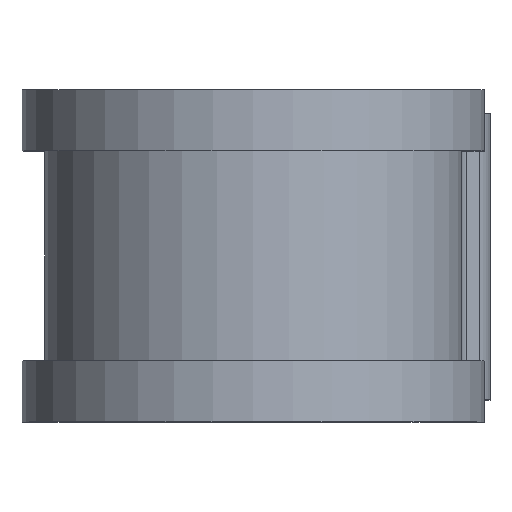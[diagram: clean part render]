
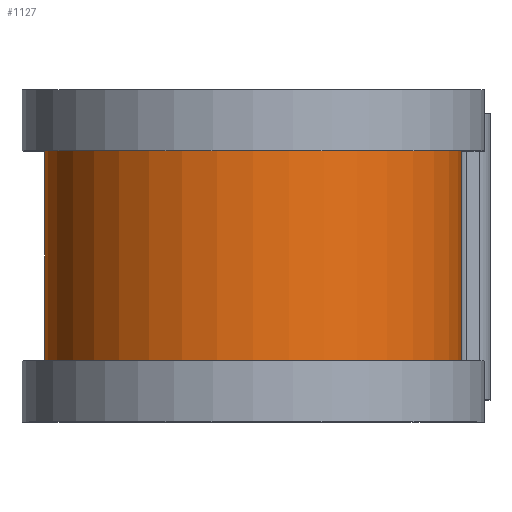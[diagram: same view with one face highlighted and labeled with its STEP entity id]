
A CAD part, top view. The second image highlights one B-rep face of the part: STEP entity #1127.
In plain terms, the highlighted cylindrical face has radius 13.856 mm (diameter 27.711 mm), a partial arc.
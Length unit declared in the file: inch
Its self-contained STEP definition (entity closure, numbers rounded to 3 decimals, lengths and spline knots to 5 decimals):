
#18 = DIRECTION ( 'NONE',  ( 0., -1., 0. ) ) ;
#33 = CARTESIAN_POINT ( 'NONE',  ( 0., 0.375, 0. ) ) ;
#40 = CARTESIAN_POINT ( 'NONE',  ( 0., 0.375, -0.5455 ) ) ;
#41 = CARTESIAN_POINT ( 'NONE',  ( 0., -0.275, -0.5455 ) ) ;
#84 = CIRCLE ( 'NONE', #795, 0.5455 ) ;
#109 = VERTEX_POINT ( 'NONE', #762 ) ;
#118 = ORIENTED_EDGE ( 'NONE', *, *, #1727, .T. ) ;
#154 = DIRECTION ( 'NONE',  ( 0., 0., -1. ) ) ;
#161 = DIRECTION ( 'NONE',  ( 0., -1., 0. ) ) ;
#174 = LINE ( 'NONE', #727, #1294 ) ;
#287 = VERTEX_POINT ( 'NONE', #331 ) ;
#331 = CARTESIAN_POINT ( 'NONE',  ( 0., 0.275, -0.5455 ) ) ;
#345 = VECTOR ( 'NONE', #18, 39.37008 ) ;
#428 = EDGE_CURVE ( 'NONE', #287, #1244, #1426, .T. ) ;
#458 = DIRECTION ( 'NONE',  ( 0., -1., 0. ) ) ;
#497 = EDGE_CURVE ( 'NONE', #109, #1244, #637, .T. ) ;
#592 = CYLINDRICAL_SURFACE ( 'NONE', #1176, 0.5455 ) ;
#637 = CIRCLE ( 'NONE', #1371, 0.5455 ) ;
#727 = CARTESIAN_POINT ( 'NONE',  ( 0.5455, 0.375, 0. ) ) ;
#762 = CARTESIAN_POINT ( 'NONE',  ( 0.5455, -0.275, 0. ) ) ;
#795 = AXIS2_PLACEMENT_3D ( 'NONE', #1304, #458, #1442 ) ;
#940 = ORIENTED_EDGE ( 'NONE', *, *, #1198, .F. ) ;
#970 = VERTEX_POINT ( 'NONE', #1580 ) ;
#1127 = ADVANCED_FACE ( 'NONE', ( #1335 ), #592, .T. ) ;
#1176 = AXIS2_PLACEMENT_3D ( 'NONE', #33, #161, #154 ) ;
#1192 = EDGE_LOOP ( 'NONE', ( #940, #118, #1286, #1417 ) ) ;
#1198 = EDGE_CURVE ( 'NONE', #970, #109, #174, .T. ) ;
#1244 = VERTEX_POINT ( 'NONE', #41 ) ;
#1286 = ORIENTED_EDGE ( 'NONE', *, *, #428, .T. ) ;
#1294 = VECTOR ( 'NONE', #1546, 39.37008 ) ;
#1304 = CARTESIAN_POINT ( 'NONE',  ( 0., 0.275, 0. ) ) ;
#1335 = FACE_OUTER_BOUND ( 'NONE', #1192, .T. ) ;
#1371 = AXIS2_PLACEMENT_3D ( 'NONE', #1653, #1636, #1628 ) ;
#1417 = ORIENTED_EDGE ( 'NONE', *, *, #497, .F. ) ;
#1426 = LINE ( 'NONE', #40, #345 ) ;
#1442 = DIRECTION ( 'NONE',  ( 0., 0., -1. ) ) ;
#1546 = DIRECTION ( 'NONE',  ( 0., -1., 0. ) ) ;
#1580 = CARTESIAN_POINT ( 'NONE',  ( 0.5455, 0.275, 0. ) ) ;
#1628 = DIRECTION ( 'NONE',  ( 0., 0., -1. ) ) ;
#1636 = DIRECTION ( 'NONE',  ( 0., -1., 0. ) ) ;
#1653 = CARTESIAN_POINT ( 'NONE',  ( 0., -0.275, 0. ) ) ;
#1727 = EDGE_CURVE ( 'NONE', #970, #287, #84, .T. ) ;
